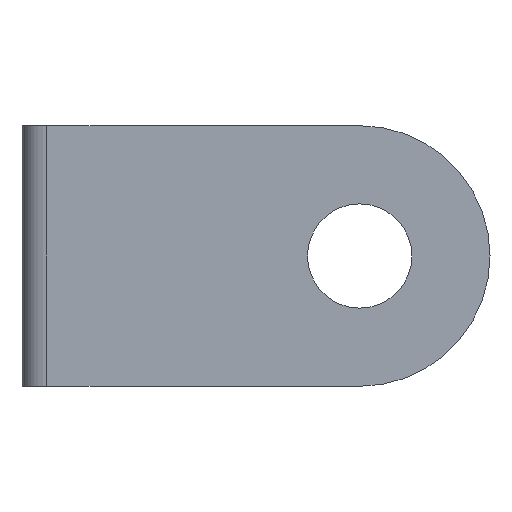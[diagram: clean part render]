
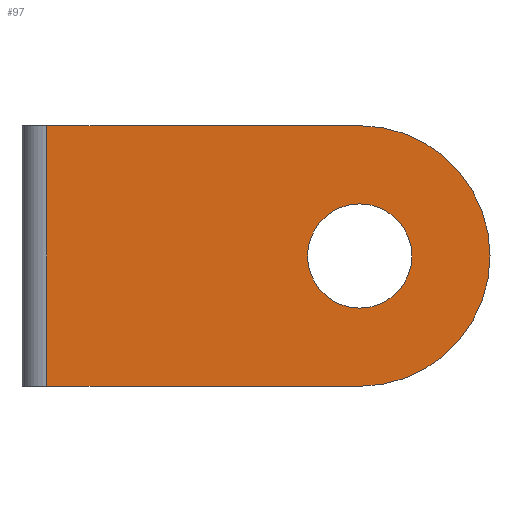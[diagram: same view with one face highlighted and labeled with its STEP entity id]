
A CAD part, left-side view. The second image highlights one B-rep face of the part: STEP entity #97.
In plain terms, the highlighted planar face has unit normal (-1, 0, 0).
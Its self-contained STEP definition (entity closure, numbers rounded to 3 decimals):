
#25 = EDGE_LOOP ( 'NONE', ( #656, #28, #294, #206 ) ) ;
#26 = EDGE_LOOP ( 'NONE', ( #243, #290 ) ) ;
#28 = ORIENTED_EDGE ( 'NONE', *, *, #427, .F. ) ;
#82 = VERTEX_POINT ( 'NONE', #196 ) ;
#97 = ADVANCED_FACE ( 'NONE', ( #296, #791 ), #488, .F. ) ;
#101 = CIRCLE ( 'NONE', #585, 5. ) ;
#113 = CARTESIAN_POINT ( 'NONE',  ( 0., 0., 0. ) ) ;
#137 = CIRCLE ( 'NONE', #889, 12.5 ) ;
#141 = DIRECTION ( 'NONE',  ( 1., 0., 0. ) ) ;
#155 = CIRCLE ( 'NONE', #888, 5. ) ;
#182 = DIRECTION ( 'NONE',  ( 1., 0., 0. ) ) ;
#194 = LINE ( 'NONE', #643, #738 ) ;
#196 = CARTESIAN_POINT ( 'NONE',  ( 0., 0., 12.5 ) ) ;
#203 = DIRECTION ( 'NONE',  ( 0., 0., 1. ) ) ;
#206 = ORIENTED_EDGE ( 'NONE', *, *, #918, .F. ) ;
#207 = CARTESIAN_POINT ( 'NONE',  ( 0., 0., 5. ) ) ;
#211 = CARTESIAN_POINT ( 'NONE',  ( 0., 30., -12.5 ) ) ;
#235 = DIRECTION ( 'NONE',  ( 0., 0., -1. ) ) ;
#243 = ORIENTED_EDGE ( 'NONE', *, *, #667, .T. ) ;
#261 = DIRECTION ( 'NONE',  ( 1., 0., 0. ) ) ;
#290 = ORIENTED_EDGE ( 'NONE', *, *, #917, .T. ) ;
#294 = ORIENTED_EDGE ( 'NONE', *, *, #922, .F. ) ;
#296 = FACE_OUTER_BOUND ( 'NONE', #25, .T. ) ;
#297 = CARTESIAN_POINT ( 'NONE',  ( 0., 0., 0. ) ) ;
#320 = VECTOR ( 'NONE', #203, 1000. ) ;
#325 = VECTOR ( 'NONE', #454, 1000. ) ;
#327 = LINE ( 'NONE', #474, #325 ) ;
#356 = AXIS2_PLACEMENT_3D ( 'NONE', #758, #182, #778 ) ;
#360 = CARTESIAN_POINT ( 'NONE',  ( 0., 0., 0. ) ) ;
#427 = EDGE_CURVE ( 'NONE', #540, #82, #194, .T. ) ;
#435 = EDGE_CURVE ( 'NONE', #82, #486, #137, .T. ) ;
#454 = DIRECTION ( 'NONE',  ( 0., 1., 0. ) ) ;
#469 = CARTESIAN_POINT ( 'NONE',  ( 0., 0., -5. ) ) ;
#474 = CARTESIAN_POINT ( 'NONE',  ( 0., 0., -12.5 ) ) ;
#486 = VERTEX_POINT ( 'NONE', #867 ) ;
#488 = PLANE ( 'NONE',  #356 ) ;
#489 = VERTEX_POINT ( 'NONE', #630 ) ;
#515 = DIRECTION ( 'NONE',  ( 0., 0., -1. ) ) ;
#540 = VERTEX_POINT ( 'NONE', #674 ) ;
#543 = LINE ( 'NONE', #211, #320 ) ;
#556 = VERTEX_POINT ( 'NONE', #207 ) ;
#585 = AXIS2_PLACEMENT_3D ( 'NONE', #297, #261, #235 ) ;
#630 = CARTESIAN_POINT ( 'NONE',  ( 0., 30., -12.5 ) ) ;
#643 = CARTESIAN_POINT ( 'NONE',  ( 0., 0., 12.5 ) ) ;
#656 = ORIENTED_EDGE ( 'NONE', *, *, #435, .F. ) ;
#664 = DIRECTION ( 'NONE',  ( 1., 0., 0. ) ) ;
#667 = EDGE_CURVE ( 'NONE', #556, #914, #155, .T. ) ;
#674 = CARTESIAN_POINT ( 'NONE',  ( 0., 30., 12.5 ) ) ;
#679 = DIRECTION ( 'NONE',  ( 0., -1., 0. ) ) ;
#728 = DIRECTION ( 'NONE',  ( 0., 0., -1. ) ) ;
#738 = VECTOR ( 'NONE', #679, 1000. ) ;
#758 = CARTESIAN_POINT ( 'NONE',  ( 0., 0., 0. ) ) ;
#778 = DIRECTION ( 'NONE',  ( 0., 0., -1. ) ) ;
#791 = FACE_BOUND ( 'NONE', #26, .T. ) ;
#867 = CARTESIAN_POINT ( 'NONE',  ( 0., 0., -12.5 ) ) ;
#888 = AXIS2_PLACEMENT_3D ( 'NONE', #113, #664, #728 ) ;
#889 = AXIS2_PLACEMENT_3D ( 'NONE', #360, #141, #515 ) ;
#914 = VERTEX_POINT ( 'NONE', #469 ) ;
#917 = EDGE_CURVE ( 'NONE', #914, #556, #101, .T. ) ;
#918 = EDGE_CURVE ( 'NONE', #486, #489, #327, .T. ) ;
#922 = EDGE_CURVE ( 'NONE', #489, #540, #543, .T. ) ;
